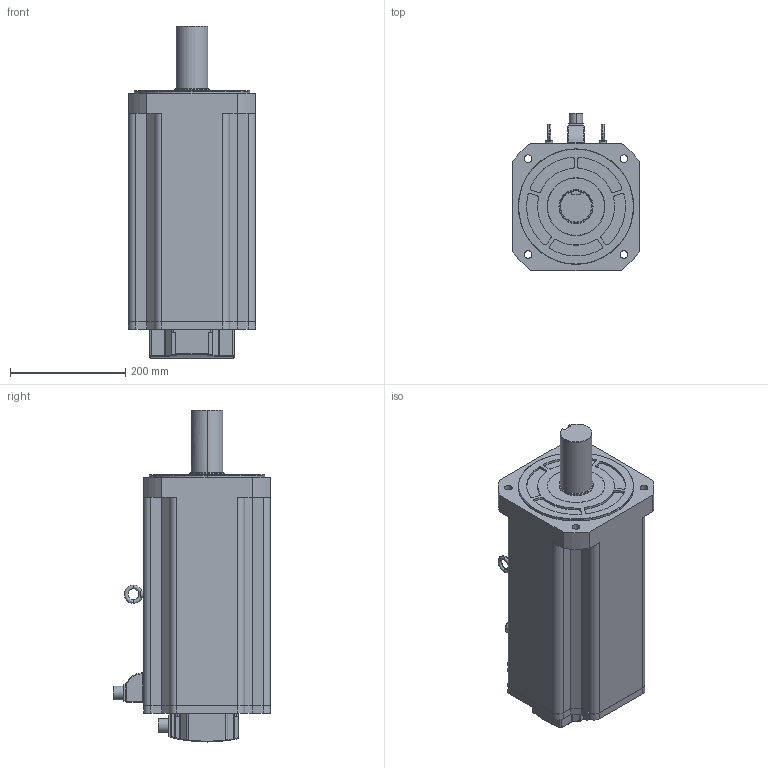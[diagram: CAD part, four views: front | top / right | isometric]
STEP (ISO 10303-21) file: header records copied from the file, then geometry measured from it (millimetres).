
FILE_DESCRIPTION (( 'STEP AP203' ), '1' );
FILE_NAME ('MAC-MF845.STEP', '2014-02-26T15:33:51', ( '' ), ( '' ), 'SwSTEP 2.0', 'SolidWorks 2014', '' );
FILE_SCHEMA (( 'CONFIG_CONTROL_DESIGN' ));
Length unit declared in the file: inch
Products named in the file (1): MAC-MF845
Bounding box: 219.99 x 271.98 x 575.06 mm (x, y, z)
Volume: 17812372 mm3; surface area: 502793.6 mm2
Topology: 2 solids, 2 shells, 441 faces, 1150 edges, 727 vertices
Faces by surface type: cylinder 197, plane 175, bspline 32, torus 26, cone 7, sphere 4
Entity records: 14996 total; most frequent: CARTESIAN_POINT 4086, DIRECTION 2292, ORIENTED_EDGE 2284, EDGE_CURVE 1142, AXIS2_PLACEMENT_3D 848, VERTEX_POINT 727, LINE 596, VECTOR 596
